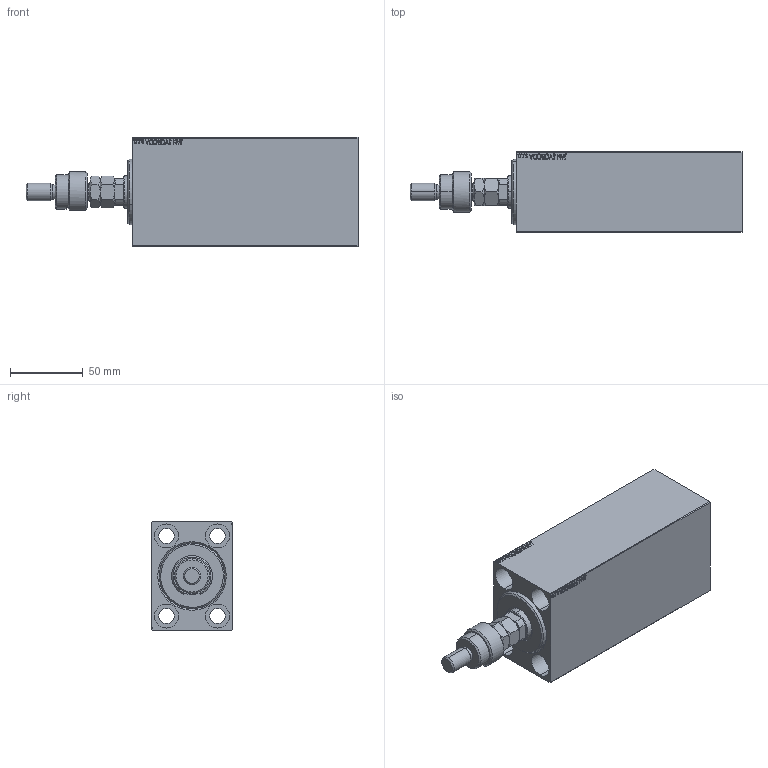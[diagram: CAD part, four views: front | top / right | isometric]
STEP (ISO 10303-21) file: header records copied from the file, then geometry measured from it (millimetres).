
FILE_DESCRIPTION (( 'STEP AP203' ), '1' );
FILE_NAME ('fe06.STEP', '2024-02-12T08:30:09', ( '' ), ( '' ), 'SwSTEP 2.0', 'SolidWorks 2019', '' );
FILE_SCHEMA (( 'CONFIG_CONTROL_DESIGN' ));
Length unit declared in the file: millimetre
Products named in the file (7): V450CM_C_VCP 41f00eab6d410ceb1319b2a72a8e97c0; FEMALE_PART_FOR_DFA 41f00eab6d410ceb1319b2a72a8e97c0; DFA 41f00eab6d410ceb1319b2a72a8e97c0; fe06; V450CM_VC_B 41f00eab6d410ceb1319b2a72a8e97c0; V450CM_C_Body 41f00eab6d410ceb1319b2a72a8e97c0; MFA 41f00eab6d410ceb1319b2a72a8e97c0
Assembly tree (6 placements, depth 3):
  fe06
    V450CM_C_Body 41f00eab6d410ceb1319b2a72a8e97c0
    V450CM_C_VCP 41f00eab6d410ceb1319b2a72a8e97c0
    V450CM_VC_B 41f00eab6d410ceb1319b2a72a8e97c0
    DFA 41f00eab6d410ceb1319b2a72a8e97c0
      FEMALE_PART_FOR_DFA 41f00eab6d410ceb1319b2a72a8e97c0
      MFA 41f00eab6d410ceb1319b2a72a8e97c0
Bounding box: 228 x 55 x 75 mm (x, y, z)
Volume: 554192.4 mm3; surface area: 111689.9 mm2
Topology: 5 solids, 5 shells, 937 faces, 2366 edges, 1553 vertices
Faces by surface type: plane 434, bspline 380, cylinder 65, cone 54, torus 4
Entity records: 46413 total; most frequent: CARTESIAN_POINT 25702, ORIENTED_EDGE 4728, DIRECTION 2866, EDGE_CURVE 2364, VERTEX_POINT 1553, VECTOR 1352, LINE 1352, EDGE_LOOP 1063
